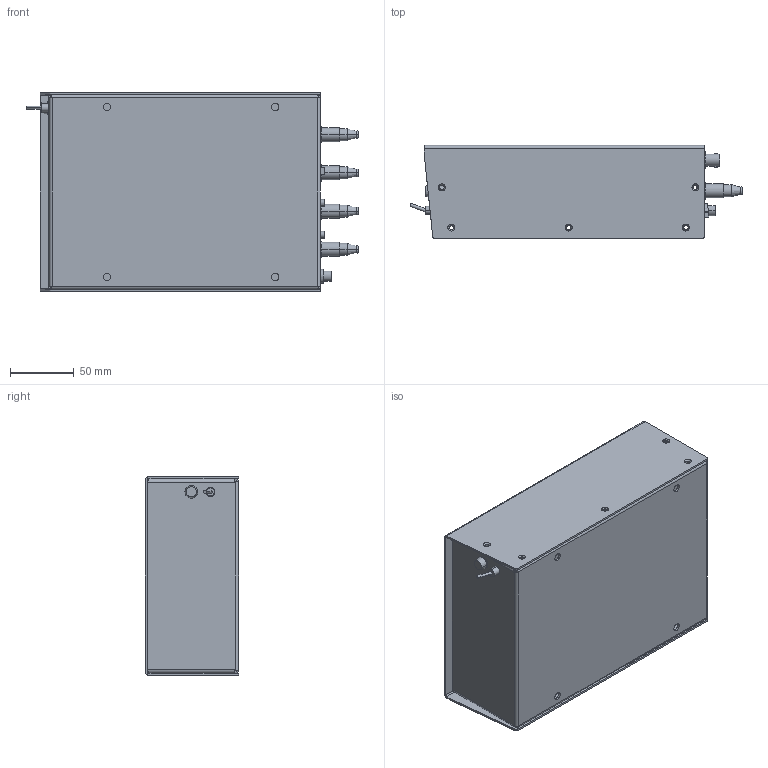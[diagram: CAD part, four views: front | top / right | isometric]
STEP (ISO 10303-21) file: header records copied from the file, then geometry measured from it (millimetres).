
FILE_DESCRIPTION((''),'2;1');
FILE_NAME('JACK','2017-11-22T',('zkm'),(''),'PRO/ENGINEER BY PARAMETRIC TECHNOLOGY CORPORATION, 2004110','PRO/ENGINEER BY PARAMETRIC TECHNOLOGY CORPORATION, 2004110','');
FILE_SCHEMA(('CONFIG_CONTROL_DESIGN'));
Length unit declared in the file: millimetre
Products named in the file (1): JACK
Bounding box: 260.53 x 73 x 156 mm (x, y, z)
Volume: 259594.3 mm3; surface area: 299756.3 mm2
Topology: 2 solids, 2 shells, 535 faces, 1230 edges, 774 vertices
Faces by surface type: plane 255, cylinder 230, cone 30, bspline 12, torus 8
Entity records: 15986 total; most frequent: CARTESIAN_POINT 3413, DIRECTION 2726, ORIENTED_EDGE 2460, EDGE_CURVE 1230, AXIS2_PLACEMENT_3D 1015, VERTEX_POINT 774, VECTOR 696, LINE 696
